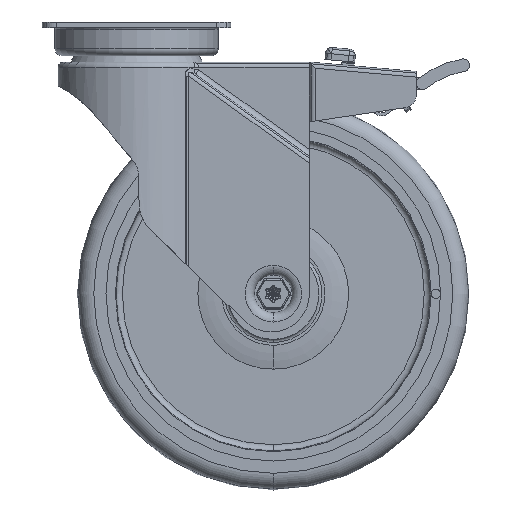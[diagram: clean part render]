
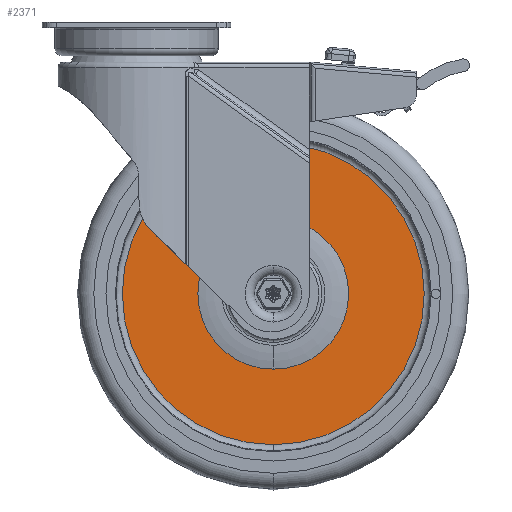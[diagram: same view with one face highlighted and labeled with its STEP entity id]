
A CAD part, front view. The second image highlights one B-rep face of the part: STEP entity #2371.
In plain terms, the highlighted planar face has unit normal (0, -1, 0).
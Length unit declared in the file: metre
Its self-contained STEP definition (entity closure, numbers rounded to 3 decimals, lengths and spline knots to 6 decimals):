
#2371=ADVANCED_FACE('',(#3775,#3776),#3777,.T.);
#3775=FACE_OUTER_BOUND('',#9412,.T.);
#3776=FACE_BOUND('',#9413,.T.);
#3777=PLANE('',#9414);
#9412=EDGE_LOOP('',(#21294,#21295));
#9413=EDGE_LOOP('',(#21296,#21297));
#9414=AXIS2_PLACEMENT_3D('',#21298,#21299,#21300);
#21294=ORIENTED_EDGE('',*,*,#24561,.F.);
#21295=ORIENTED_EDGE('',*,*,#24493,.F.);
#21296=ORIENTED_EDGE('',*,*,#24498,.T.);
#21297=ORIENTED_EDGE('',*,*,#24560,.T.);
#21298=CARTESIAN_POINT('',(0.0,-0.0025,0.036026));
#21299=DIRECTION('',(0.0,-1.0,0.));
#21300=DIRECTION('',(0.0,0.,-1.0));
#24493=EDGE_CURVE('',#27240,#27242,#27243,.T.);
#24498=EDGE_CURVE('',#27246,#27250,#27252,.T.);
#24560=EDGE_CURVE('',#27250,#27246,#27352,.T.);
#24561=EDGE_CURVE('',#27242,#27240,#27353,.T.);
#27240=VERTEX_POINT('',#33000);
#27242=VERTEX_POINT('',#33002);
#27243=CIRCLE('',#33003,0.048052);
#27246=VERTEX_POINT('',#33006);
#27250=VERTEX_POINT('',#33010);
#27252=CIRCLE('',#33012,0.024);
#27352=CIRCLE('',#33126,0.024);
#27353=CIRCLE('',#33127,0.048052);
#33000=CARTESIAN_POINT('',(0.,-0.0025,-0.048052));
#33002=CARTESIAN_POINT('',(0.0,-0.0025,0.048052));
#33003=AXIS2_PLACEMENT_3D('',#45457,#45458,#45459);
#33006=CARTESIAN_POINT('',(0.0,-0.0025,0.024));
#33010=CARTESIAN_POINT('',(0.,-0.0025,-0.024));
#33012=AXIS2_PLACEMENT_3D('',#45472,#45473,#45474);
#33126=AXIS2_PLACEMENT_3D('',#45630,#45631,#45632);
#33127=AXIS2_PLACEMENT_3D('',#45633,#45634,#45635);
#45457=CARTESIAN_POINT('',(0.0,-0.0025,0.0));
#45458=DIRECTION('',(0.0,1.0,0.0));
#45459=DIRECTION('',(0.0,0.0,1.0));
#45472=CARTESIAN_POINT('',(0.0,-0.0025,0.0));
#45473=DIRECTION('',(0.0,1.0,0.0));
#45474=DIRECTION('',(0.0,0.0,1.0));
#45630=CARTESIAN_POINT('',(0.0,-0.0025,0.0));
#45631=DIRECTION('',(0.0,1.0,0.0));
#45632=DIRECTION('',(0.0,0.0,1.0));
#45633=CARTESIAN_POINT('',(0.0,-0.0025,0.0));
#45634=DIRECTION('',(0.0,1.0,0.0));
#45635=DIRECTION('',(0.0,0.0,1.0));
